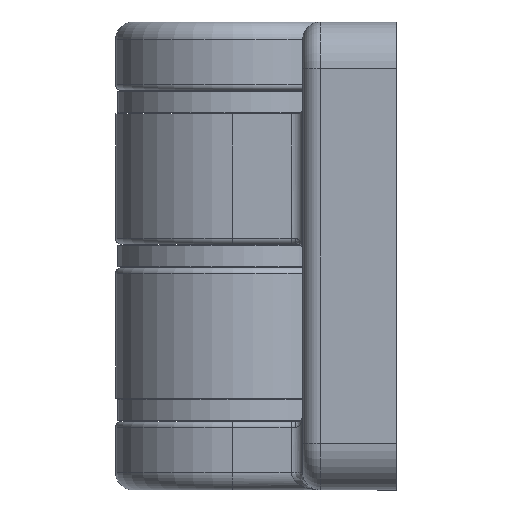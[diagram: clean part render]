
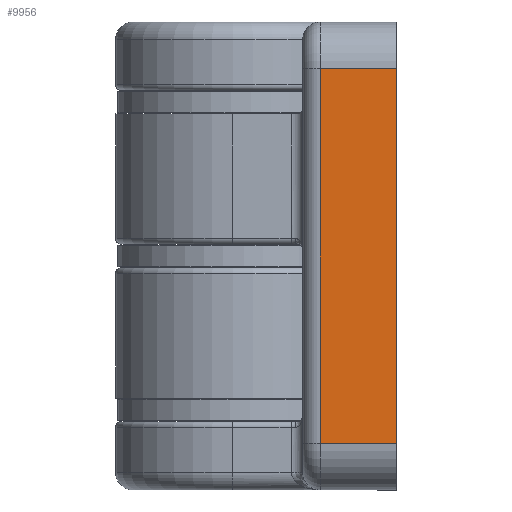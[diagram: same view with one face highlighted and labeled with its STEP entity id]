
A CAD part, left-side view. The second image highlights one B-rep face of the part: STEP entity #9956.
In plain terms, the highlighted planar face has unit normal (-1, 0, 0).
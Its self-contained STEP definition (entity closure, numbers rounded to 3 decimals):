
#943 = VECTOR ( 'NONE', #8818, 1000. ) ;
#1284 = FACE_OUTER_BOUND ( 'NONE', #14306, .T. ) ;
#1759 = DIRECTION ( 'NONE',  ( 0., 0., -1. ) ) ;
#2291 = CARTESIAN_POINT ( 'NONE',  ( -37., -7.5, 16. ) ) ;
#4081 = CARTESIAN_POINT ( 'NONE',  ( -37., -6., -20. ) ) ;
#4114 = CARTESIAN_POINT ( 'NONE',  ( -37., -14., 16. ) ) ;
#4312 = ORIENTED_EDGE ( 'NONE', *, *, #10421, .T. ) ;
#4890 = EDGE_CURVE ( 'NONE', #14061, #15056, #7388, .T. ) ;
#4907 = LINE ( 'NONE', #11094, #7681 ) ;
#5247 = DIRECTION ( 'NONE',  ( 0., 0., 1. ) ) ;
#5817 = VECTOR ( 'NONE', #1759, 1000. ) ;
#6401 = ORIENTED_EDGE ( 'NONE', *, *, #9528, .T. ) ;
#7007 = VECTOR ( 'NONE', #8837, 1000. ) ;
#7388 = LINE ( 'NONE', #14681, #7007 ) ;
#7574 = PLANE ( 'NONE',  #10537 ) ;
#7604 = CARTESIAN_POINT ( 'NONE',  ( -37., -7.5, -20. ) ) ;
#7681 = VECTOR ( 'NONE', #9893, 1000. ) ;
#7917 = VERTEX_POINT ( 'NONE', #2291 ) ;
#8767 = CARTESIAN_POINT ( 'NONE',  ( -37., -14., -16. ) ) ;
#8818 = DIRECTION ( 'NONE',  ( 0., -1., 0. ) ) ;
#8837 = DIRECTION ( 'NONE',  ( 0., 0., 1. ) ) ;
#9528 = EDGE_CURVE ( 'NONE', #9576, #14061, #10270, .T. ) ;
#9576 = VERTEX_POINT ( 'NONE', #14967 ) ;
#9893 = DIRECTION ( 'NONE',  ( 0., 1., 0. ) ) ;
#9956 = ADVANCED_FACE ( 'NONE', ( #1284 ), #7574, .T. ) ;
#10104 = ORIENTED_EDGE ( 'NONE', *, *, #11868, .T. ) ;
#10270 = LINE ( 'NONE', #11197, #943 ) ;
#10421 = EDGE_CURVE ( 'NONE', #7917, #9576, #14455, .T. ) ;
#10537 = AXIS2_PLACEMENT_3D ( 'NONE', #4081, #12307, #5247 ) ;
#11094 = CARTESIAN_POINT ( 'NONE',  ( -37., -6., 16. ) ) ;
#11197 = CARTESIAN_POINT ( 'NONE',  ( -37., -14., -16. ) ) ;
#11868 = EDGE_CURVE ( 'NONE', #15056, #7917, #4907, .T. ) ;
#12307 = DIRECTION ( 'NONE',  ( -1., 0., 0. ) ) ;
#13806 = ORIENTED_EDGE ( 'NONE', *, *, #4890, .T. ) ;
#14061 = VERTEX_POINT ( 'NONE', #8767 ) ;
#14306 = EDGE_LOOP ( 'NONE', ( #10104, #4312, #6401, #13806 ) ) ;
#14455 = LINE ( 'NONE', #7604, #5817 ) ;
#14681 = CARTESIAN_POINT ( 'NONE',  ( -37., -14., -20. ) ) ;
#14967 = CARTESIAN_POINT ( 'NONE',  ( -37., -7.5, -16. ) ) ;
#15056 = VERTEX_POINT ( 'NONE', #4114 ) ;
